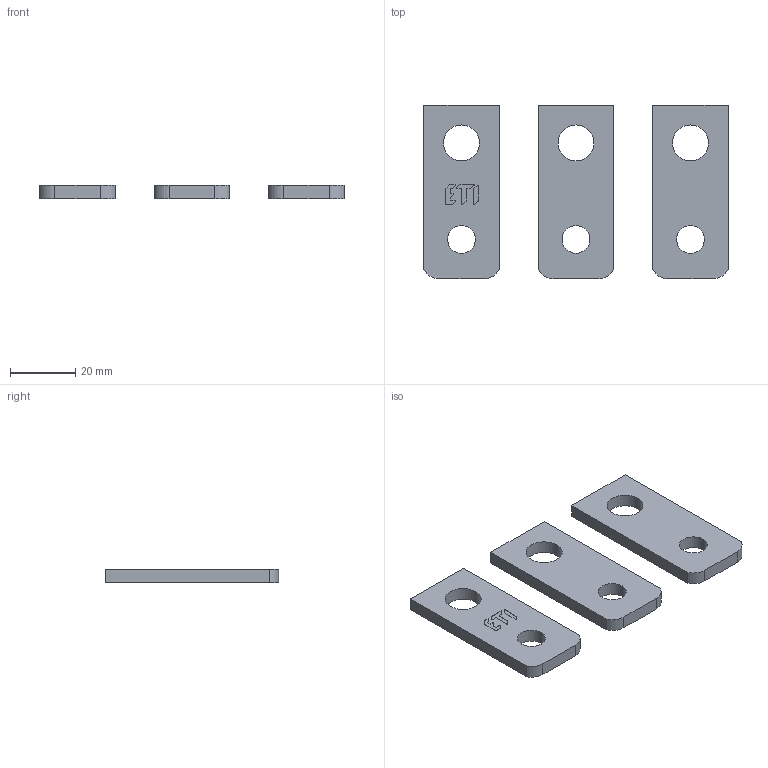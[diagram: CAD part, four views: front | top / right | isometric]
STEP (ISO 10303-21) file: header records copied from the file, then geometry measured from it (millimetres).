
FILE_DESCRIPTION((''),'2;1');
FILE_NAME('ZB2_250_4P_STRAIGHT_ASM','2021-11-03T',('marketing.praksa'),('Audax d.o.o.'),'CREO PARAMETRIC BY PTC INC, 2017480','CREO PARAMETRIC BY PTC INC, 2017480','');
FILE_SCHEMA(('AUTOMOTIVE_DESIGN { 1 0 10303 214 1 1 1 1 }'));
Length unit declared in the file: millimetre
Products named in the file (5): 558; 560; 564; PRT9592; ZB2_250_4P_STRAIGHT_ASM
Assembly tree (4 placements, depth 2):
  ZB2_250_4P_STRAIGHT_ASM
    558
    560
    564
    PRT9592
Bounding box: 93 x 53 x 4 mm (x, y, z)
Volume: 12716.8 mm3; surface area: 9014.8 mm2
Topology: 6 solids, 6 shells, 141 faces, 378 edges, 252 vertices
Faces by surface type: plane 75, cylinder 66
Entity records: 7057 total; most frequent: DIRECTION 810, CARTESIAN_POINT 793, ORIENTED_EDGE 756, PRESENTATION_STYLE_ASSIGNMENT 525, STYLED_ITEM 525, CURVE_STYLE 378, EDGE_CURVE 378, AXIS2_PLACEMENT_3D 282
